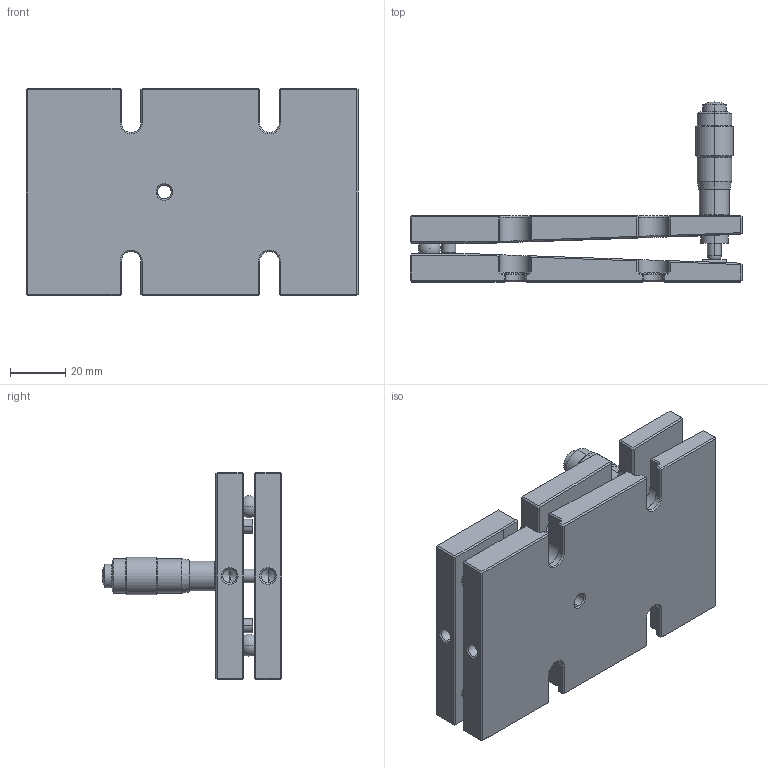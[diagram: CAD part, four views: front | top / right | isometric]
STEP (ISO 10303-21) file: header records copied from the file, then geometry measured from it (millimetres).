
FILE_DESCRIPTION (( 'STEP AP203' ), '1' );
FILE_NAME ('GCM-1902M三维外形图.STEP', '2016-12-30T00:34:52', ( '' ), ( '' ), 'SwSTEP 2.0', 'SolidWorks 2015', '' );
FILE_SCHEMA (( 'CONFIG_CONTROL_DESIGN' ));
Length unit declared in the file: millimetre
Products named in the file (2): GCM-1902M三维外形图
Bounding box: 120 x 65 x 75 mm (x, y, z)
Volume: 145659.4 mm3; surface area: 46998.1 mm2
Topology: 1 solids, 3 shells, 495 faces, 1135 edges, 648 vertices
Faces by surface type: plane 277, cylinder 98, cone 94, sphere 12, bspline 12, torus 2
Entity records: 14495 total; most frequent: CARTESIAN_POINT 3393, DIRECTION 2273, ORIENTED_EDGE 2238, EDGE_CURVE 1119, AXIS2_PLACEMENT_3D 768, VECTOR 737, LINE 737, VERTEX_POINT 642
